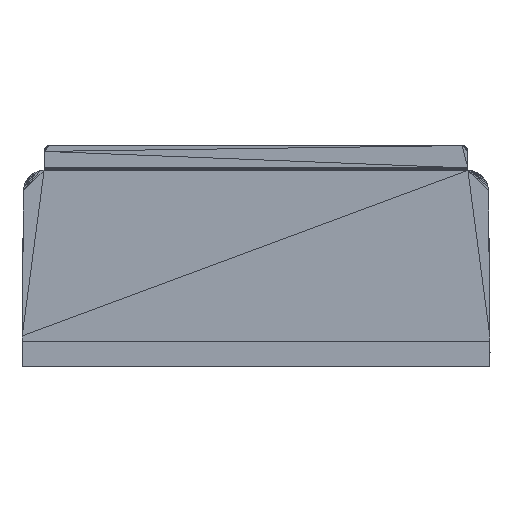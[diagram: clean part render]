
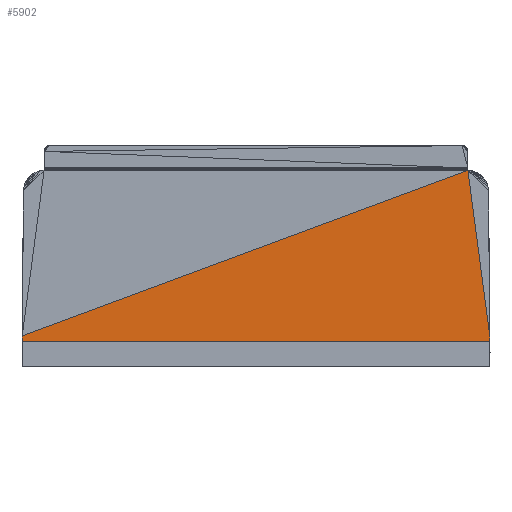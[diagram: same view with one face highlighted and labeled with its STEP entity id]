
A CAD part, left-side view. The second image highlights one B-rep face of the part: STEP entity #5902.
In plain terms, the highlighted planar face has unit normal (-1, 0, 0).
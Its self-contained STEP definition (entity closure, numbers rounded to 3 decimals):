
#427 = CARTESIAN_POINT ( 'NONE',  ( 0., 0.032, 20.014 ) ) ;
#431 = CARTESIAN_POINT ( 'NONE',  ( 0., 56.503, 19.314 ) ) ;
#557 = ORIENTED_EDGE ( 'NONE', *, *, #2967, .T. ) ;
#596 = EDGE_CURVE ( 'NONE', #2061, #3419, #1793, .T. ) ;
#607 = VECTOR ( 'NONE', #3360, 1000. ) ;
#744 = FACE_OUTER_BOUND ( 'NONE', #1481, .T. ) ;
#769 = EDGE_CURVE ( 'NONE', #4053, #5653, #3281, .T. ) ;
#874 = CARTESIAN_POINT ( 'NONE',  ( 0., 0.032, 20.014 ) ) ;
#1266 = DIRECTION ( 'NONE',  ( -1., 0., 0. ) ) ;
#1373 = CARTESIAN_POINT ( 'NONE',  ( 0., 2.67, 39.986 ) ) ;
#1425 = CARTESIAN_POINT ( 'NONE',  ( 0., 0.032, 19.314 ) ) ;
#1481 = EDGE_LOOP ( 'NONE', ( #5613, #3011, #4772, #557, #5656 ) ) ;
#1793 = LINE ( 'NONE', #5835, #607 ) ;
#2061 = VERTEX_POINT ( 'NONE', #431 ) ;
#2310 = AXIS2_PLACEMENT_3D ( 'NONE', #3749, #1266, #3256 ) ;
#2687 = CARTESIAN_POINT ( 'NONE',  ( 0., 2.67, 39.986 ) ) ;
#2723 = VECTOR ( 'NONE', #3495, 1000. ) ;
#2726 = PLANE ( 'NONE',  #2310 ) ;
#2967 = EDGE_CURVE ( 'NONE', #3419, #3977, #4303, .T. ) ;
#2972 = EDGE_CURVE ( 'NONE', #3977, #4053, #3322, .T. ) ;
#3011 = ORIENTED_EDGE ( 'NONE', *, *, #5369, .T. ) ;
#3256 = DIRECTION ( 'NONE',  ( 0., 0., 1. ) ) ;
#3281 = LINE ( 'NONE', #2687, #5402 ) ;
#3322 = LINE ( 'NONE', #874, #3738 ) ;
#3360 = DIRECTION ( 'NONE',  ( 0., -1., 0. ) ) ;
#3419 = VERTEX_POINT ( 'NONE', #5000 ) ;
#3495 = DIRECTION ( 'NONE',  ( 0., 0., -1. ) ) ;
#3738 = VECTOR ( 'NONE', #3905, 1000. ) ;
#3749 = CARTESIAN_POINT ( 'NONE',  ( 0., 0., 0. ) ) ;
#3894 = LINE ( 'NONE', #5389, #2723 ) ;
#3905 = DIRECTION ( 'NONE',  ( 0., 0.131, 0.991 ) ) ;
#3977 = VERTEX_POINT ( 'NONE', #427 ) ;
#4053 = VERTEX_POINT ( 'NONE', #1373 ) ;
#4099 = CARTESIAN_POINT ( 'NONE',  ( 0., 56.503, 20.014 ) ) ;
#4303 = LINE ( 'NONE', #1425, #5597 ) ;
#4772 = ORIENTED_EDGE ( 'NONE', *, *, #596, .T. ) ;
#5000 = CARTESIAN_POINT ( 'NONE',  ( 0., 0.032, 19.314 ) ) ;
#5199 = DIRECTION ( 'NONE',  ( 0., 0.938, -0.348 ) ) ;
#5369 = EDGE_CURVE ( 'NONE', #5653, #2061, #3894, .T. ) ;
#5370 = DIRECTION ( 'NONE',  ( 0., 0., 1. ) ) ;
#5389 = CARTESIAN_POINT ( 'NONE',  ( 0., 56.503, 19.314 ) ) ;
#5402 = VECTOR ( 'NONE', #5199, 1000. ) ;
#5597 = VECTOR ( 'NONE', #5370, 1000. ) ;
#5613 = ORIENTED_EDGE ( 'NONE', *, *, #769, .T. ) ;
#5653 = VERTEX_POINT ( 'NONE', #4099 ) ;
#5656 = ORIENTED_EDGE ( 'NONE', *, *, #2972, .T. ) ;
#5835 = CARTESIAN_POINT ( 'NONE',  ( 0., 56.503, 19.314 ) ) ;
#5902 = ADVANCED_FACE ( 'NONE', ( #744 ), #2726, .T. ) ;
